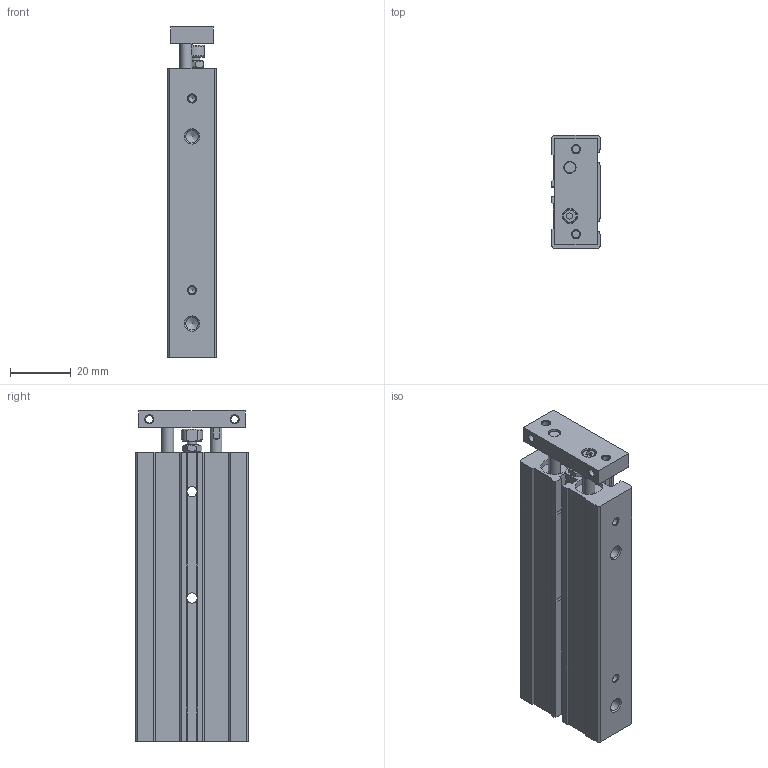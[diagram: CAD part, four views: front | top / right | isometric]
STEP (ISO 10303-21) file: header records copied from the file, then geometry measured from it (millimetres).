
FILE_DESCRIPTION( ( 'STEP AP203' ), '1' );
FILE_NAME( 'MCDA-03-6-50(0).stp', '2020-07-20T08:58:03', ( 'License CC BY-ND 4.0' ), ( 'CADENAS' ), ' ', 'PARTsolutions', ' ' );
FILE_SCHEMA( ( 'CONFIG_CONTROL_DESIGN' ) );
Length unit declared in the file: millimetre
Products named in the file (3): MCDA-03-6-50(0); _MCDA-03-6-50(0-b); _MCDA-03-6-50(0-r)
Assembly tree (2 placements, depth 2):
  MCDA-03-6-50(0)
    _MCDA-03-6-50(0-b)
    _MCDA-03-6-50(0-r)
Bounding box: 16 x 37 x 108.5 mm (x, y, z)
Volume: 49078.4 mm3; surface area: 23453.3 mm2
Topology: 2 solids, 2 shells, 197 faces, 483 edges, 311 vertices
Faces by surface type: plane 109, cylinder 55, cone 32, torus 1
Full cylindrical faces by diameter (mm): 2.459 x13, 2.6 x2, 3 x1, 3.4 x2, 4 x5, 4.134 x4, 4.5 x1, 5 x1, 6 x4, 6.5 x2, 6.85 x2, 9 x2
Entity records: 5546 total; most frequent: CARTESIAN_POINT 1088, DIRECTION 896, ORIENTED_EDGE 788, EDGE_CURVE 394, AXIS2_PLACEMENT_3D 330, EDGE_LOOP 302, VERTEX_POINT 298, FACE_OUTER_BOUND 237
